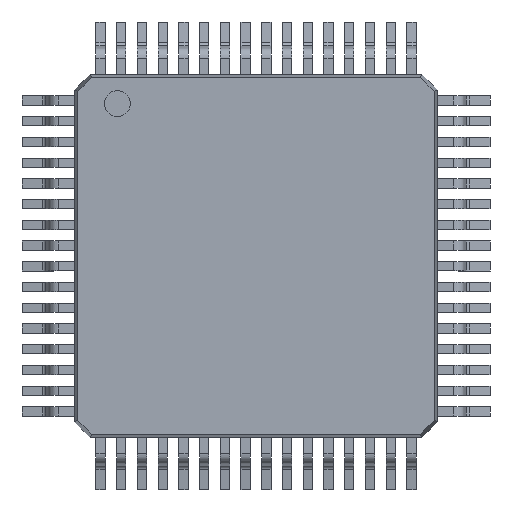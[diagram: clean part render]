
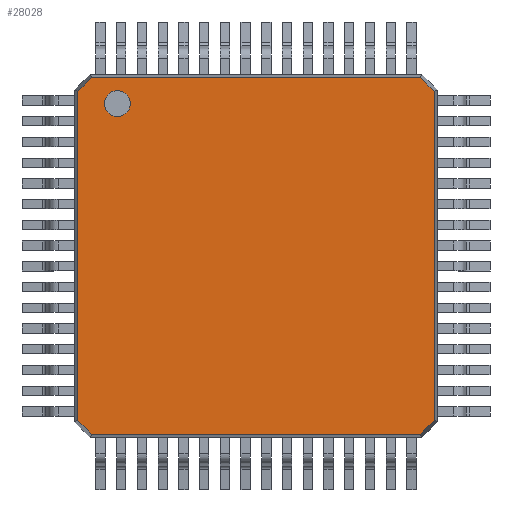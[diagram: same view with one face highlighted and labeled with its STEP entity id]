
A CAD part, top view. The second image highlights one B-rep face of the part: STEP entity #28028.
In plain terms, the highlighted planar face has unit normal (0, 0, 1).
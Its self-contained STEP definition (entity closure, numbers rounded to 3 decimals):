
#27302=CARTESIAN_POINT('',(-2.425,2.94,1.2));
#27303=VERTEX_POINT('',#27302);
#27312=CARTESIAN_POINT('',(-2.925,2.94,1.2));
#27313=VERTEX_POINT('',#27312);
#27314=CARTESIAN_POINT('',(-2.675,2.94,1.2));
#27315=DIRECTION('',(0.0,0.0,-1.0));
#27316=DIRECTION('',(1.0,0.0,0.0));
#27317=AXIS2_PLACEMENT_3D('',#27314,#27315,#27316);
#27318=CIRCLE('',#27317,0.25);
#27319=EDGE_CURVE('',#27313,#27303,#27318,.T.);
#27353=CARTESIAN_POINT('',(-2.675,2.94,1.2));
#27354=DIRECTION('',(0.0,0.0,-1.0));
#27355=DIRECTION('',(1.0,0.0,0.0));
#27356=AXIS2_PLACEMENT_3D('',#27353,#27354,#27355);
#27357=CIRCLE('',#27356,0.25);
#27358=EDGE_CURVE('',#27303,#27313,#27357,.T.);
#27746=CARTESIAN_POINT('',(3.175,-3.44,1.2));
#27747=VERTEX_POINT('',#27746);
#27754=CARTESIAN_POINT('',(-3.175,-3.44,1.2));
#27755=VERTEX_POINT('',#27754);
#27756=CARTESIAN_POINT('',(3.175,-3.44,1.2));
#27757=DIRECTION('',(-1.0,0.0,0.0));
#27758=VECTOR('',#27757,6.35);
#27759=LINE('',#27756,#27758);
#27760=EDGE_CURVE('',#27747,#27755,#27759,.T.);
#27777=CARTESIAN_POINT('',(3.44,-3.175,1.2));
#27778=VERTEX_POINT('',#27777);
#27785=CARTESIAN_POINT('',(3.44,-3.175,1.2));
#27786=DIRECTION('',(-0.707,-0.707,0.0));
#27787=VECTOR('',#27786,0.375);
#27788=LINE('',#27785,#27787);
#27789=EDGE_CURVE('',#27778,#27747,#27788,.T.);
#27801=CARTESIAN_POINT('',(3.44,3.175,1.2));
#27802=VERTEX_POINT('',#27801);
#27809=CARTESIAN_POINT('',(3.44,3.175,1.2));
#27810=DIRECTION('',(0.0,-1.0,0.0));
#27811=VECTOR('',#27810,6.35);
#27812=LINE('',#27809,#27811);
#27813=EDGE_CURVE('',#27802,#27778,#27812,.T.);
#27834=CARTESIAN_POINT('',(-3.175,3.44,1.2));
#27835=VERTEX_POINT('',#27834);
#27842=CARTESIAN_POINT('',(3.175,3.44,1.2));
#27843=VERTEX_POINT('',#27842);
#27844=CARTESIAN_POINT('',(-3.175,3.44,1.2));
#27845=DIRECTION('',(1.0,0.0,0.0));
#27846=VECTOR('',#27845,6.35);
#27847=LINE('',#27844,#27846);
#27848=EDGE_CURVE('',#27835,#27843,#27847,.T.);
#27864=CARTESIAN_POINT('',(-3.44,3.175,1.2));
#27865=VERTEX_POINT('',#27864);
#27866=CARTESIAN_POINT('',(-3.44,3.175,1.2));
#27867=DIRECTION('',(0.707,0.707,0.0));
#27868=VECTOR('',#27867,0.375);
#27869=LINE('',#27866,#27868);
#27870=EDGE_CURVE('',#27865,#27835,#27869,.T.);
#27902=CARTESIAN_POINT('',(3.175,3.44,1.2));
#27903=DIRECTION('',(0.707,-0.707,0.0));
#27904=VECTOR('',#27903,0.375);
#27905=LINE('',#27902,#27904);
#27906=EDGE_CURVE('',#27843,#27802,#27905,.T.);
#27917=CARTESIAN_POINT('',(-3.44,-3.175,1.2));
#27918=VERTEX_POINT('',#27917);
#27919=CARTESIAN_POINT('',(-3.44,-3.175,1.2));
#27920=DIRECTION('',(0.0,1.0,0.0));
#27921=VECTOR('',#27920,6.35);
#27922=LINE('',#27919,#27921);
#27923=EDGE_CURVE('',#27918,#27865,#27922,.T.);
#27946=CARTESIAN_POINT('',(-3.175,-3.44,1.2));
#27947=DIRECTION('',(-0.707,0.707,0.0));
#27948=VECTOR('',#27947,0.375);
#27949=LINE('',#27946,#27948);
#27950=EDGE_CURVE('',#27755,#27918,#27949,.T.);
#28009=CARTESIAN_POINT('',(0.0,0.,1.2));
#28010=DIRECTION('',(0.0,0.0,1.0));
#28011=DIRECTION('',(1.0,0.0,0.0));
#28012=AXIS2_PLACEMENT_3D('',#28009,#28010,#28011);
#28013=PLANE('',#28012);
#28014=ORIENTED_EDGE('',*,*,#27848,.F.);
#28015=ORIENTED_EDGE('',*,*,#27870,.F.);
#28016=ORIENTED_EDGE('',*,*,#27923,.F.);
#28017=ORIENTED_EDGE('',*,*,#27950,.F.);
#28018=ORIENTED_EDGE('',*,*,#27760,.F.);
#28019=ORIENTED_EDGE('',*,*,#27789,.F.);
#28020=ORIENTED_EDGE('',*,*,#27813,.F.);
#28021=ORIENTED_EDGE('',*,*,#27906,.F.);
#28022=EDGE_LOOP('',(#28014,#28015,#28016,#28017,#28018,#28019,#28020,#28021));
#28023=FACE_OUTER_BOUND('',#28022,.T.);
#28024=ORIENTED_EDGE('',*,*,#27358,.T.);
#28025=ORIENTED_EDGE('',*,*,#27319,.T.);
#28026=EDGE_LOOP('',(#28024,#28025));
#28027=FACE_BOUND('',#28026,.T.);
#28028=ADVANCED_FACE('',(#28023,#28027),#28013,.T.);
